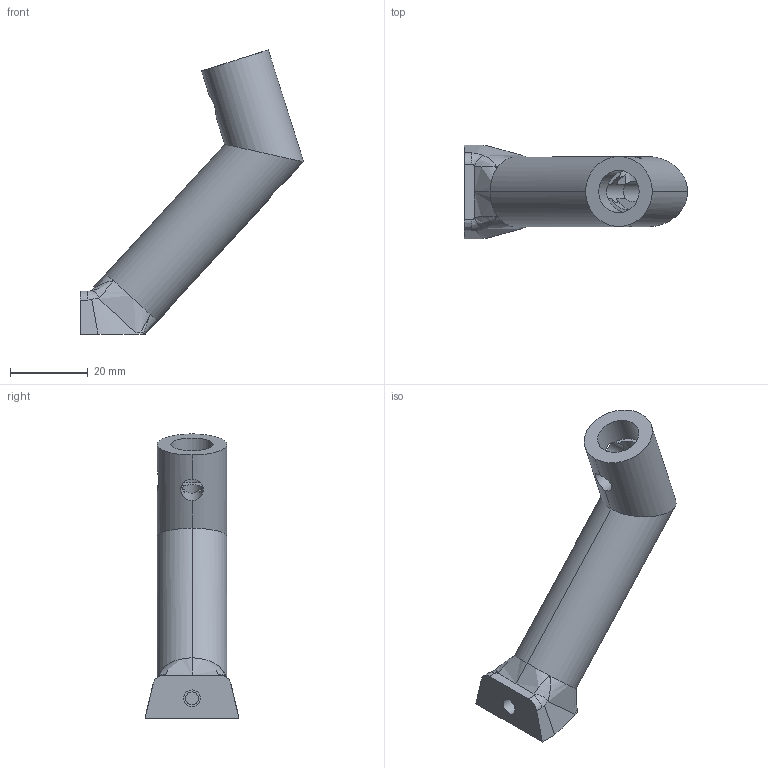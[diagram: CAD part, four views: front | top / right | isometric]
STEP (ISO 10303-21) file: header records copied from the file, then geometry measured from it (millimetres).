
FILE_DESCRIPTION(('FreeCAD Model'),'2;1');
FILE_NAME('Open CASCADE Shape Model','2025-07-07T23:36:51',(''),(''), 'Open CASCADE STEP processor 7.7','FreeCAD','Unknown');
FILE_SCHEMA(('AUTOMOTIVE_DESIGN { 1 0 10303 214 1 1 1 1 }'));
Length unit declared in the file: millimetre
Products named in the file (1): foot
Bounding box: 57.44 x 24.17 x 73.16 mm (x, y, z)
Volume: 21112.1 mm3; surface area: 6623.2 mm2
Topology: 1 solids, 1 shells, 42 faces, 127 edges, 79 vertices
Faces by surface type: bspline 20, cylinder 12, plane 10
Full cylindrical faces by diameter (mm): 3.3 x1, 4.3 x1, 5.3 x1, 5.8 x2, 10.9 x1
Entity records: 4519 total; most frequent: CARTESIAN_POINT 3550, ORIENTED_EDGE 242, DIRECTION 136, EDGE_CURVE 121, VERTEX_POINT 79, AXIS2_PLACEMENT_3D 54, B_SPLINE_CURVE_WITH_KNOTS 54, FACE_BOUND 46
